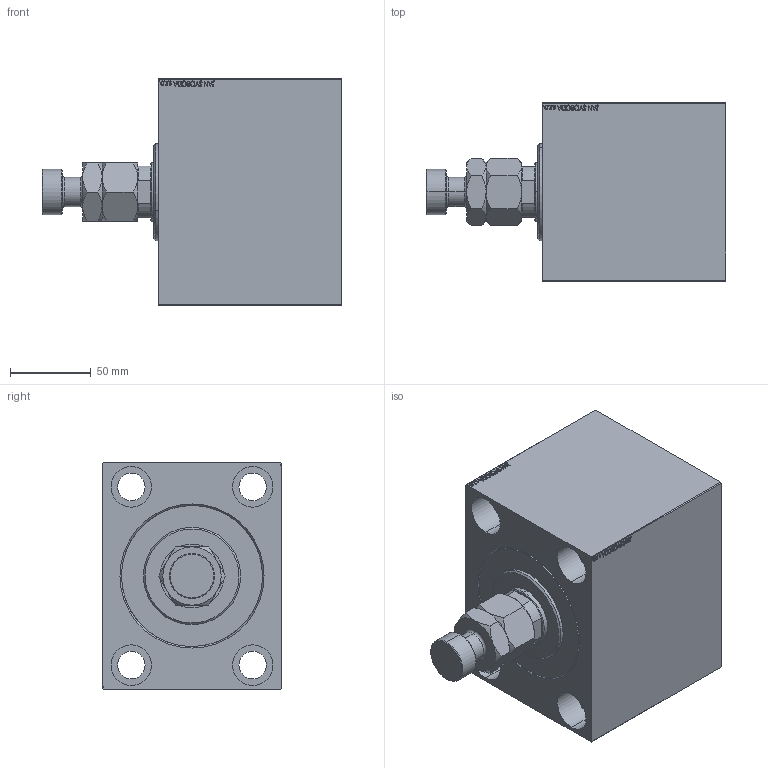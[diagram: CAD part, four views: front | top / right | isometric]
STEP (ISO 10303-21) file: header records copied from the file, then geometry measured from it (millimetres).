
FILE_DESCRIPTION (( 'STEP AP203' ), '1' );
FILE_NAME ('de69.STEP', '2024-02-12T18:33:25', ( '' ), ( '' ), 'SwSTEP 2.0', 'SolidWorks 2019', '' );
FILE_SCHEMA (( 'CONFIG_CONTROL_DESIGN' ));
Length unit declared in the file: millimetre
Products named in the file (5): V450CM_C_VCP 8ced77a94c2275c6936923c4511b578b; MFA 8ced77a94c2275c6936923c4511b578b; V450CM_VC_B 8ced77a94c2275c6936923c4511b578b; de69; V450CM_C_Body 8ced77a94c2275c6936923c4511b578b
Assembly tree (4 placements, depth 2):
  de69
    V450CM_C_Body 8ced77a94c2275c6936923c4511b578b
    V450CM_C_VCP 8ced77a94c2275c6936923c4511b578b
    V450CM_VC_B 8ced77a94c2275c6936923c4511b578b
    MFA 8ced77a94c2275c6936923c4511b578b
Bounding box: 185 x 110 x 140 mm (x, y, z)
Volume: 1602858.6 mm3; surface area: 179602.2 mm2
Topology: 4 solids, 4 shells, 912 faces, 2308 edges, 1519 vertices
Faces by surface type: plane 424, bspline 380, cylinder 62, cone 42, torus 4
Entity records: 45559 total; most frequent: CARTESIAN_POINT 25628, ORIENTED_EDGE 4612, DIRECTION 2738, EDGE_CURVE 2306, VERTEX_POINT 1519, VECTOR 1320, LINE 1320, EDGE_LOOP 1041
